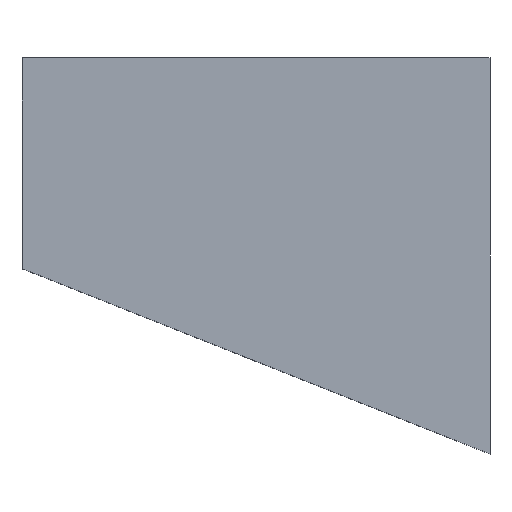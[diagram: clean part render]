
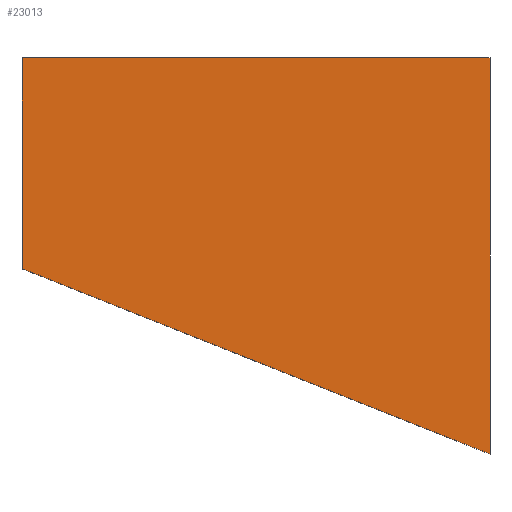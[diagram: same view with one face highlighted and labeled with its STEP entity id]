
A CAD part, left-side view. The second image highlights one B-rep face of the part: STEP entity #23013.
In plain terms, the highlighted planar face has unit normal (-1, 0, 0).
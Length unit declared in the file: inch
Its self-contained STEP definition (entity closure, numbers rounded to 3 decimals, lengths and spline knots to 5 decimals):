
#1=DIRECTION('',(0.,0.93,0.369));
#2=VECTOR('',#1,2.35045);
#3=CARTESIAN_POINT('',(0.,0.04724,-1.69291));
#4=LINE('',#3,#2);
#5=DIRECTION('',(0.,0.,1.));
#6=VECTOR('',#5,0.98425);
#7=CARTESIAN_POINT('',(0.,2.23228,-0.82677));
#8=LINE('',#7,#6);
#9=DIRECTION('',(0.,-1.,0.));
#10=VECTOR('',#9,2.18504);
#11=CARTESIAN_POINT('',(0.,2.23228,0.15748));
#12=LINE('',#11,#10);
#13=DIRECTION('',(0.,0.,1.));
#14=VECTOR('',#13,1.85039);
#15=CARTESIAN_POINT('',(0.,0.04724,-1.69291));
#16=LINE('',#15,#14);
#18595=CARTESIAN_POINT('',(0.,0.04724,-1.69291));
#18596=CARTESIAN_POINT('',(0.,2.23228,-0.82677));
#18597=VERTEX_POINT('',#18595);
#18598=VERTEX_POINT('',#18596);
#18603=CARTESIAN_POINT('',(0.,2.23228,0.15748));
#18604=VERTEX_POINT('',#18603);
#18605=CARTESIAN_POINT('',(0.,0.04724,0.15748));
#18606=VERTEX_POINT('',#18605);
#22998=CARTESIAN_POINT('',(0.,0.04724,-0.82677));
#22999=DIRECTION('',(1.,0.,0.));
#23000=DIRECTION('',(0.,-1.,0.));
#23001=AXIS2_PLACEMENT_3D('',#22998,#22999,#23000);
#23002=PLANE('',#23001);
#23004=ORIENTED_EDGE('',*,*,#23003,.F.);
#23006=ORIENTED_EDGE('',*,*,#23005,.T.);
#23008=ORIENTED_EDGE('',*,*,#23007,.T.);
#23010=ORIENTED_EDGE('',*,*,#23009,.T.);
#23011=EDGE_LOOP('',(#23004,#23006,#23008,#23010));
#23012=FACE_OUTER_BOUND('',#23011,.F.);
#23013=ADVANCED_FACE('',(#23012),#23002,.F.);
#23003=EDGE_CURVE('',#18597,#18606,#16,.T.);
#23005=EDGE_CURVE('',#18597,#18598,#4,.T.);
#23007=EDGE_CURVE('',#18598,#18604,#8,.T.);
#23009=EDGE_CURVE('',#18604,#18606,#12,.T.);
